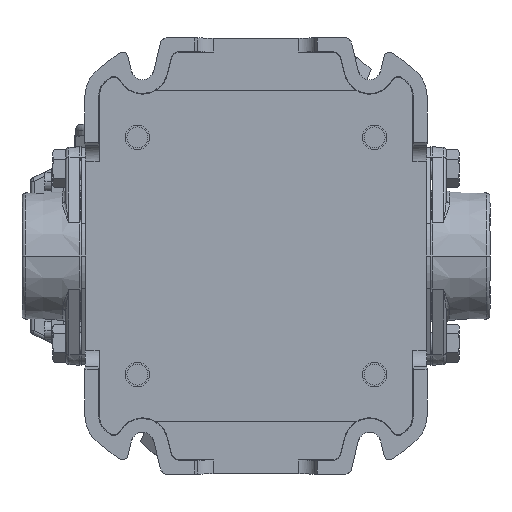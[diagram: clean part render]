
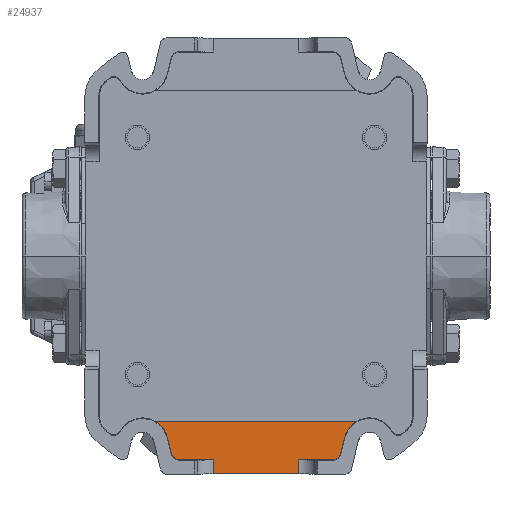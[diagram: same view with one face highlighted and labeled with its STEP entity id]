
A CAD part, front view. The second image highlights one B-rep face of the part: STEP entity #24937.
In plain terms, the highlighted planar face has unit normal (0, -1, 0).
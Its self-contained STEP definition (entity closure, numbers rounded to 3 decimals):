
#147 = CARTESIAN_POINT ( 'NONE',  ( -24.608, 8., 0. ) ) ;
#783 = CARTESIAN_POINT ( 'NONE',  ( 43.619, 8., -116.791 ) ) ;
#1047 = CIRCLE ( 'NONE', #86554, 14.709 ) ;
#1308 = CARTESIAN_POINT ( 'NONE',  ( -43.619, 8., -116.791 ) ) ;
#1997 = DIRECTION ( 'NONE',  ( -1., 0., 0. ) ) ;
#2948 = CARTESIAN_POINT ( 'NONE',  ( 24.608, 8., -116.791 ) ) ;
#3410 = ORIENTED_EDGE ( 'NONE', *, *, #81998, .T. ) ;
#4062 = VERTEX_POINT ( 'NONE', #1308 ) ;
#4881 = VECTOR ( 'NONE', #34358, 1000. ) ;
#5883 = DIRECTION ( 'NONE',  ( 0., 0., 1. ) ) ;
#6023 = VERTEX_POINT ( 'NONE', #14942 ) ;
#6551 = VERTEX_POINT ( 'NONE', #72895 ) ;
#8824 = EDGE_CURVE ( 'NONE', #83877, #79356, #40290, .T. ) ;
#10574 =( BOUNDED_CURVE ( )  B_SPLINE_CURVE ( 3, ( #84727, #32638, #48346, #47879 ),
 .UNSPECIFIED., .F., .F. ) 
 B_SPLINE_CURVE_WITH_KNOTS ( ( 4, 4 ),
 ( 2.479, 3.805 ),
 .UNSPECIFIED. ) 
 CURVE ( )  GEOMETRIC_REPRESENTATION_ITEM ( )  RATIONAL_B_SPLINE_CURVE ( ( 1., 0.859, 0.859, 1. ) ) 
 REPRESENTATION_ITEM ( '' )  );
#10612 = VECTOR ( 'NONE', #30796, 1000. ) ;
#11498 = VERTEX_POINT ( 'NONE', #2948 ) ;
#12074 = DIRECTION ( 'NONE',  ( 1., 0., 0. ) ) ;
#12427 = CIRCLE ( 'NONE', #85671, 14.709 ) ;
#13697 = VERTEX_POINT ( 'NONE', #783 ) ;
#14004 = AXIS2_PLACEMENT_3D ( 'NONE', #26941, #71332, #5883 ) ;
#14469 = VERTEX_POINT ( 'NONE', #72242 ) ;
#14620 = VERTEX_POINT ( 'NONE', #16322 ) ;
#14893 = CARTESIAN_POINT ( 'NONE',  ( 65., 8., -107.5 ) ) ;
#14942 = CARTESIAN_POINT ( 'NONE',  ( -48.469, 8., -113.001 ) ) ;
#15855 = DIRECTION ( 'NONE',  ( 0., 0., 1. ) ) ;
#16310 = ORIENTED_EDGE ( 'NONE', *, *, #31636, .F. ) ;
#16322 = CARTESIAN_POINT ( 'NONE',  ( 50.727, 8., -103.941 ) ) ;
#16811 = CARTESIAN_POINT ( 'NONE',  ( 24.608, 8., -124.791 ) ) ;
#17713 = ORIENTED_EDGE ( 'NONE', *, *, #44234, .F. ) ;
#19533 = CARTESIAN_POINT ( 'NONE',  ( -47.687, 8., -116.791 ) ) ;
#20006 = CARTESIAN_POINT ( 'NONE',  ( 57.246, 8., -95. ) ) ;
#20029 = VECTOR ( 'NONE', #20240, 1000. ) ;
#20240 = DIRECTION ( 'NONE',  ( 0., 0., -1. ) ) ;
#20733 = EDGE_CURVE ( 'NONE', #6551, #92155, #78066, .T. ) ;
#21004 = CARTESIAN_POINT ( 'NONE',  ( -24.608, 8., -124.791 ) ) ;
#21165 = PLANE ( 'NONE',  #14004 ) ;
#21392 = EDGE_CURVE ( 'NONE', #11498, #13697, #63486, .T. ) ;
#23146 = CARTESIAN_POINT ( 'NONE',  ( 43.619, 8., -116.791 ) ) ;
#24937 = ADVANCED_FACE ( 'NONE', ( #86681 ), #21165, .F. ) ;
#26941 = CARTESIAN_POINT ( 'NONE',  ( 0., 8., 0. ) ) ;
#28891 = CARTESIAN_POINT ( 'NONE',  ( 46.008, 8., -116.791 ) ) ;
#30796 = DIRECTION ( 'NONE',  ( 1., 0., 0. ) ) ;
#31636 = EDGE_CURVE ( 'NONE', #79356, #14620, #12427, .T. ) ;
#32594 = CARTESIAN_POINT ( 'NONE',  ( -50.727, 8., -103.941 ) ) ;
#32638 = CARTESIAN_POINT ( 'NONE',  ( -47.891, 8., -115.32 ) ) ;
#33182 = DIRECTION ( 'NONE',  ( 0., 1., 0. ) ) ;
#34358 = DIRECTION ( 'NONE',  ( 1., 0., 0. ) ) ;
#35101 = VERTEX_POINT ( 'NONE', #16811 ) ;
#36247 = EDGE_CURVE ( 'NONE', #14469, #6023, #62179, .T. ) ;
#39378 = CARTESIAN_POINT ( 'NONE',  ( -65., 8., -107.5 ) ) ;
#40290 = LINE ( 'NONE', #48857, #76064 ) ;
#44234 = EDGE_CURVE ( 'NONE', #14620, #46036, #56884, .T. ) ;
#45335 = VECTOR ( 'NONE', #91377, 1000. ) ;
#46036 = VERTEX_POINT ( 'NONE', #81223 ) ;
#46538 = LINE ( 'NONE', #66622, #10612 ) ;
#47327 = EDGE_CURVE ( 'NONE', #35101, #92155, #91345, .T. ) ;
#47486 = DIRECTION ( 'NONE',  ( 0., 0., 1. ) ) ;
#47879 = CARTESIAN_POINT ( 'NONE',  ( -43.619, 8., -116.791 ) ) ;
#48237 = VECTOR ( 'NONE', #1997, 1000. ) ;
#48346 = CARTESIAN_POINT ( 'NONE',  ( -46.008, 8., -116.791 ) ) ;
#48857 = CARTESIAN_POINT ( 'NONE',  ( -58.463, 8., -95. ) ) ;
#49303 = ORIENTED_EDGE ( 'NONE', *, *, #8824, .F. ) ;
#50531 = CARTESIAN_POINT ( 'NONE',  ( 24.608, 8., -116.791 ) ) ;
#54379 = ORIENTED_EDGE ( 'NONE', *, *, #81065, .T. ) ;
#56884 = LINE ( 'NONE', #78411, #56943 ) ;
#56943 = VECTOR ( 'NONE', #64036, 1000. ) ;
#57561 = CARTESIAN_POINT ( 'NONE',  ( 47.891, 8., -115.32 ) ) ;
#58025 = CARTESIAN_POINT ( 'NONE',  ( 48.469, 8., -113.001 ) ) ;
#60252 = ORIENTED_EDGE ( 'NONE', *, *, #36247, .T. ) ;
#60263 = DIRECTION ( 'NONE',  ( 0., -1., 0. ) ) ;
#61353 =( BOUNDED_CURVE ( )  B_SPLINE_CURVE ( 3, ( #23146, #28891, #57561, #58025 ),
 .UNSPECIFIED., .F., .F. ) 
 B_SPLINE_CURVE_WITH_KNOTS ( ( 4, 4 ),
 ( 2.479, 3.805 ),
 .UNSPECIFIED. ) 
 CURVE ( )  GEOMETRIC_REPRESENTATION_ITEM ( )  RATIONAL_B_SPLINE_CURVE ( ( 1., 0.859, 0.859, 1. ) ) 
 REPRESENTATION_ITEM ( '' )  );
#62179 = LINE ( 'NONE', #32594, #45335 ) ;
#63486 = LINE ( 'NONE', #19533, #4881 ) ;
#64036 = DIRECTION ( 'NONE',  ( -0.242, 0., -0.97 ) ) ;
#66622 = CARTESIAN_POINT ( 'NONE',  ( -47.687, 8., -116.791 ) ) ;
#66633 = EDGE_LOOP ( 'NONE', ( #60252, #81977, #54379, #91965, #67251, #3410, #81133, #82609, #17713, #16310, #49303, #88599 ) ) ;
#67251 = ORIENTED_EDGE ( 'NONE', *, *, #47327, .F. ) ;
#67440 = CARTESIAN_POINT ( 'NONE',  ( 0., 8., -124.791 ) ) ;
#71332 = DIRECTION ( 'NONE',  ( 0., 1., 0. ) ) ;
#72242 = CARTESIAN_POINT ( 'NONE',  ( -50.727, 8., -103.941 ) ) ;
#72895 = CARTESIAN_POINT ( 'NONE',  ( -24.608, 8., -116.791 ) ) ;
#76064 = VECTOR ( 'NONE', #12074, 1000. ) ;
#78066 = LINE ( 'NONE', #147, #20029 ) ;
#78411 = CARTESIAN_POINT ( 'NONE',  ( 50.727, 8., -103.941 ) ) ;
#79235 = LINE ( 'NONE', #50531, #82543 ) ;
#79356 = VERTEX_POINT ( 'NONE', #20006 ) ;
#81065 = EDGE_CURVE ( 'NONE', #4062, #6551, #46538, .T. ) ;
#81133 = ORIENTED_EDGE ( 'NONE', *, *, #21392, .T. ) ;
#81223 = CARTESIAN_POINT ( 'NONE',  ( 48.469, 8., -113.001 ) ) ;
#81977 = ORIENTED_EDGE ( 'NONE', *, *, #90582, .T. ) ;
#81998 = EDGE_CURVE ( 'NONE', #35101, #11498, #79235, .T. ) ;
#82543 = VECTOR ( 'NONE', #85495, 1000. ) ;
#82609 = ORIENTED_EDGE ( 'NONE', *, *, #93056, .T. ) ;
#83877 = VERTEX_POINT ( 'NONE', #88534 ) ;
#84727 = CARTESIAN_POINT ( 'NONE',  ( -48.469, 8., -113.001 ) ) ;
#85495 = DIRECTION ( 'NONE',  ( 0., 0., 1. ) ) ;
#85671 = AXIS2_PLACEMENT_3D ( 'NONE', #14893, #60263, #15855 ) ;
#86554 = AXIS2_PLACEMENT_3D ( 'NONE', #39378, #33182, #47486 ) ;
#86681 = FACE_OUTER_BOUND ( 'NONE', #66633, .T. ) ;
#88534 = CARTESIAN_POINT ( 'NONE',  ( -57.246, 8., -95. ) ) ;
#88599 = ORIENTED_EDGE ( 'NONE', *, *, #94222, .T. ) ;
#90582 = EDGE_CURVE ( 'NONE', #6023, #4062, #10574, .T. ) ;
#91345 = LINE ( 'NONE', #67440, #48237 ) ;
#91377 = DIRECTION ( 'NONE',  ( 0.242, 0., -0.97 ) ) ;
#91965 = ORIENTED_EDGE ( 'NONE', *, *, #20733, .T. ) ;
#92155 = VERTEX_POINT ( 'NONE', #21004 ) ;
#93056 = EDGE_CURVE ( 'NONE', #13697, #46036, #61353, .T. ) ;
#94222 = EDGE_CURVE ( 'NONE', #83877, #14469, #1047, .T. ) ;
